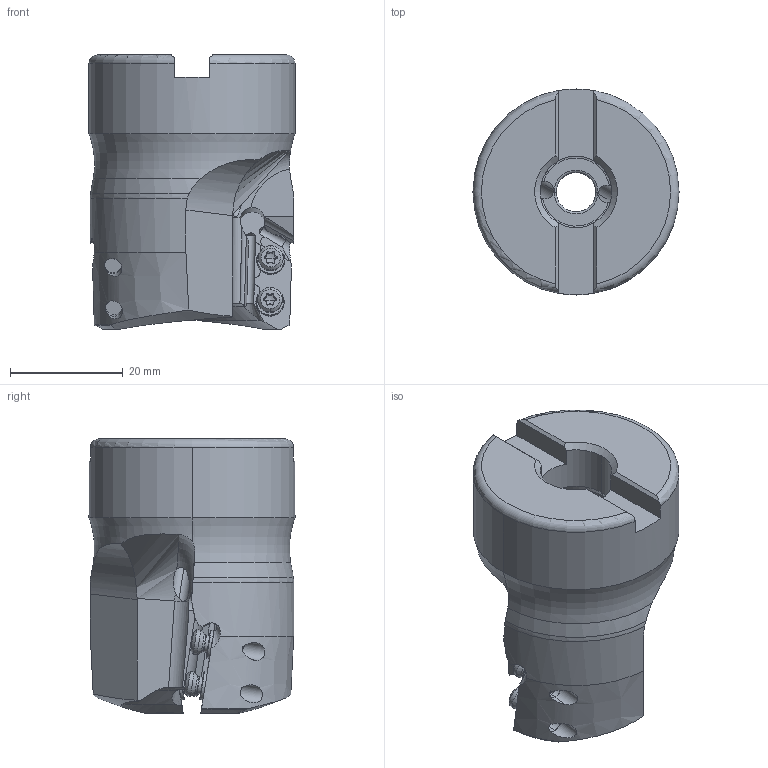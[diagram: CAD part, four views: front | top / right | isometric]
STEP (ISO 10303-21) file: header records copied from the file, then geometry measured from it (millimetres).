
FILE_DESCRIPTION(/* description */ (''),/* implementation_level */ '2;1');
FILE_NAME(/* name */ 'AXD4000UR1502A.stp',/* time_stamp */ '2019-03-25T17:15:28+09:00',/* author */ (''),/* organization */ (''),/* preprocessor_version */ 'ST-DEVELOPER v16',/* originating_system */ 'SIEMENS PLM Software NX 10.0',/* authorisation */ '');
FILE_SCHEMA (('AUTOMOTIVE_DESIGN { 1 0 10303 214 3 1 1 1 }'));
Length unit declared in the file: millimetre
Products named in the file (1): AXD4000UR1502A_ASM
Bounding box: 36.58 x 36.58 x 48.7 mm (x, y, z)
Volume: 33240.1 mm3; surface area: 9541 mm2
Topology: 5 solids, 5 shells, 309 faces, 967 edges, 663 vertices
Faces by surface type: cylinder 146, plane 71, cone 54, torus 30, sphere 8
Entity records: 14035 total; most frequent: CARTESIAN_POINT 5379, ORIENTED_EDGE 1918, DIRECTION 1738, EDGE_CURVE 959, AXIS2_PLACEMENT_3D 743, VERTEX_POINT 663, CIRCLE 384, EDGE_LOOP 326
